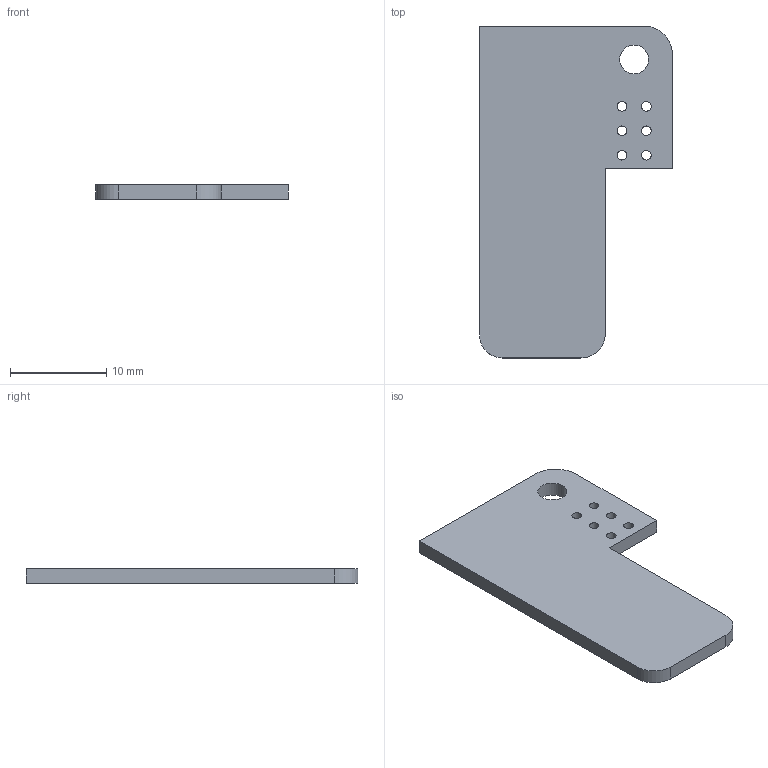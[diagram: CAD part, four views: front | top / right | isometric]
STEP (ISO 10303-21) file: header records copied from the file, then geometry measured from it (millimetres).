
FILE_DESCRIPTION(('KiCad electronic assembly'),'2;1');
FILE_NAME('Power Distribution.step','2025-03-22T22:32:52',('Pcbnew'),( 'Kicad'),'Open CASCADE STEP processor 7.8','KiCad to STEP converter' ,'Unknown');
FILE_SCHEMA(('AUTOMOTIVE_DESIGN { 1 0 10303 214 1 1 1 1 }'));
Length unit declared in the file: millimetre
Products named in the file (2): Power Distribution 1; Power Distribution_PCB
Assembly tree (1 placements, depth 2):
  Power Distribution 1
    Power Distribution_PCB
Bounding box: 20.07 x 34.52 x 1.51 mm (x, y, z)
Volume: 813.6 mm3; surface area: 1280 mm2
Topology: 1 solids, 1 shells, 18 faces, 48 edges, 32 vertices
Faces by surface type: cylinder 10, plane 8
Full cylindrical faces by diameter (mm): 1 x6, 3 x1
Entity records: 637 total; most frequent: DIRECTION 108, CARTESIAN_POINT 100, ORIENTED_EDGE 96, EDGE_CURVE 48, AXIS2_PLACEMENT_3D 40, FACE_BOUND 32, EDGE_LOOP 32, VERTEX_POINT 32
